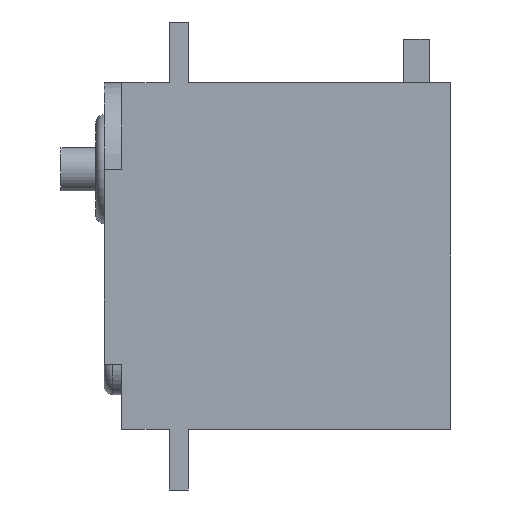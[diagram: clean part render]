
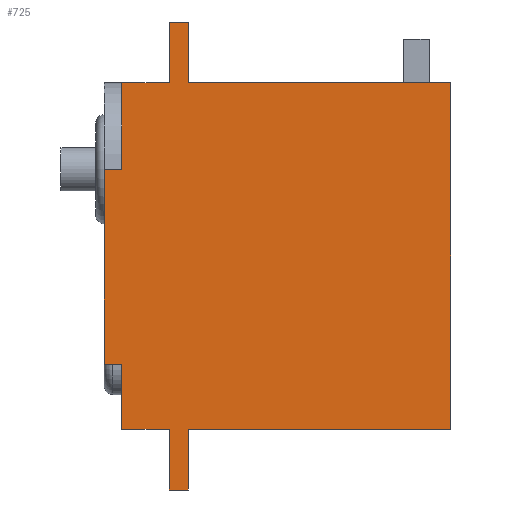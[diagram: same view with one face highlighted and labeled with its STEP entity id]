
A CAD part, left-side view. The second image highlights one B-rep face of the part: STEP entity #725.
In plain terms, the highlighted planar face has unit normal (-1, 0, 0).
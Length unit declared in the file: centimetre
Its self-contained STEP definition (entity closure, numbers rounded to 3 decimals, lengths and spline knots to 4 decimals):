
#42=FACE_OUTER_BOUND('',#84,.T.);
#84=EDGE_LOOP('',(#519,#520,#521,#522,#523,#524,#525,#526,#527,#528,#529,
#530,#531,#532,#533,#534));
#145=LINE('',#1056,#226);
#147=LINE('',#1065,#228);
#165=LINE('',#1105,#246);
#171=LINE('',#1116,#252);
#174=LINE('',#1124,#255);
#180=LINE('',#1136,#261);
#181=LINE('',#1138,#262);
#182=LINE('',#1139,#263);
#183=LINE('',#1141,#264);
#184=LINE('',#1143,#265);
#185=LINE('',#1144,#266);
#186=LINE('',#1146,#267);
#187=LINE('',#1148,#268);
#188=LINE('',#1150,#269);
#189=LINE('',#1152,#270);
#190=LINE('',#1153,#271);
#226=VECTOR('',#842,0.75);
#228=VECTOR('',#850,1.);
#246=VECTOR('',#878,0.55);
#252=VECTOR('',#886,0.55);
#255=VECTOR('',#891,3.03);
#261=VECTOR('',#899,0.7);
#262=VECTOR('',#900,0.22);
#263=VECTOR('',#901,0.7);
#264=VECTOR('',#902,0.2);
#265=VECTOR('',#903,2.25);
#266=VECTOR('',#904,0.2);
#267=VECTOR('',#905,0.7);
#268=VECTOR('',#906,0.22);
#269=VECTOR('',#907,0.7);
#270=VECTOR('',#908,3.03);
#271=VECTOR('',#909,4.);
#307=VERTEX_POINT('',#1053);
#308=VERTEX_POINT('',#1055);
#310=VERTEX_POINT('',#1061);
#312=VERTEX_POINT('',#1064);
#329=VERTEX_POINT('',#1104);
#333=VERTEX_POINT('',#1114);
#336=VERTEX_POINT('',#1121);
#337=VERTEX_POINT('',#1123);
#342=VERTEX_POINT('',#1135);
#343=VERTEX_POINT('',#1137);
#344=VERTEX_POINT('',#1140);
#345=VERTEX_POINT('',#1142);
#346=VERTEX_POINT('',#1145);
#347=VERTEX_POINT('',#1147);
#348=VERTEX_POINT('',#1149);
#349=VERTEX_POINT('',#1151);
#376=EDGE_CURVE('',#307,#308,#145,.T.);
#380=EDGE_CURVE('',#310,#312,#147,.T.);
#398=EDGE_CURVE('',#312,#329,#165,.T.);
#404=EDGE_CURVE('',#307,#333,#171,.T.);
#407=EDGE_CURVE('',#336,#337,#174,.T.);
#413=EDGE_CURVE('',#336,#342,#180,.T.);
#414=EDGE_CURVE('',#343,#342,#181,.T.);
#415=EDGE_CURVE('',#329,#343,#182,.T.);
#416=EDGE_CURVE('',#344,#310,#183,.T.);
#417=EDGE_CURVE('',#345,#344,#184,.T.);
#418=EDGE_CURVE('',#345,#308,#185,.T.);
#419=EDGE_CURVE('',#346,#333,#186,.T.);
#420=EDGE_CURVE('',#346,#347,#187,.T.);
#421=EDGE_CURVE('',#347,#348,#188,.T.);
#422=EDGE_CURVE('',#348,#349,#189,.T.);
#423=EDGE_CURVE('',#349,#337,#190,.T.);
#519=ORIENTED_EDGE('',*,*,#407,.F.);
#520=ORIENTED_EDGE('',*,*,#413,.T.);
#521=ORIENTED_EDGE('',*,*,#414,.F.);
#522=ORIENTED_EDGE('',*,*,#415,.F.);
#523=ORIENTED_EDGE('',*,*,#398,.F.);
#524=ORIENTED_EDGE('',*,*,#380,.F.);
#525=ORIENTED_EDGE('',*,*,#416,.F.);
#526=ORIENTED_EDGE('',*,*,#417,.F.);
#527=ORIENTED_EDGE('',*,*,#418,.T.);
#528=ORIENTED_EDGE('',*,*,#376,.F.);
#529=ORIENTED_EDGE('',*,*,#404,.T.);
#530=ORIENTED_EDGE('',*,*,#419,.F.);
#531=ORIENTED_EDGE('',*,*,#420,.T.);
#532=ORIENTED_EDGE('',*,*,#421,.T.);
#533=ORIENTED_EDGE('',*,*,#422,.T.);
#534=ORIENTED_EDGE('',*,*,#423,.T.);
#694=PLANE('',#782);
#725=ADVANCED_FACE('',(#42),#694,.F.);
#782=AXIS2_PLACEMENT_3D('',#1134,#897,#898);
#842=DIRECTION('',(0.,0.,1.));
#850=DIRECTION('',(0.,0.,1.));
#878=DIRECTION('',(0.,-1.,0.));
#886=DIRECTION('',(0.,-1.,0.));
#891=DIRECTION('',(0.,-1.,0.));
#897=DIRECTION('center_axis',(1.,0.,0.));
#898=DIRECTION('ref_axis',(0.,0.,-1.));
#899=DIRECTION('',(0.,0.,1.));
#900=DIRECTION('',(0.,-1.,0.));
#901=DIRECTION('',(0.,0.,1.));
#902=DIRECTION('',(0.,-1.,0.));
#903=DIRECTION('',(0.,0.,1.));
#904=DIRECTION('',(0.,-1.,0.));
#905=DIRECTION('',(0.,0.,1.));
#906=DIRECTION('',(0.,-1.,0.));
#907=DIRECTION('',(0.,0.,1.));
#908=DIRECTION('',(0.,-1.,0.));
#909=DIRECTION('',(0.,0.,1.));
#1053=CARTESIAN_POINT('',(0.,3.8,-4.));
#1055=CARTESIAN_POINT('',(0.,3.8,-3.25));
#1056=CARTESIAN_POINT('',(0.,3.8,-4.));
#1061=CARTESIAN_POINT('',(0.,3.8,-1.));
#1064=CARTESIAN_POINT('',(0.,3.8,0.));
#1065=CARTESIAN_POINT('',(0.,3.8,-1.));
#1104=CARTESIAN_POINT('',(0.,3.25,0.));
#1105=CARTESIAN_POINT('',(0.,3.8,0.));
#1114=CARTESIAN_POINT('',(0.,3.25,-4.));
#1116=CARTESIAN_POINT('',(0.,3.8,-4.));
#1121=CARTESIAN_POINT('',(0.,3.03,0.));
#1123=CARTESIAN_POINT('',(0.,0.,0.));
#1124=CARTESIAN_POINT('',(0.,3.03,0.));
#1134=CARTESIAN_POINT('Origin',(0.,3.8,0.));
#1135=CARTESIAN_POINT('',(0.,3.03,0.7));
#1136=CARTESIAN_POINT('',(0.,3.03,0.));
#1137=CARTESIAN_POINT('',(0.,3.25,0.7));
#1138=CARTESIAN_POINT('',(0.,3.25,0.7));
#1139=CARTESIAN_POINT('',(0.,3.25,0.));
#1140=CARTESIAN_POINT('',(0.,4.,-1.));
#1141=CARTESIAN_POINT('',(0.,4.,-1.));
#1142=CARTESIAN_POINT('',(0.,4.,-3.25));
#1143=CARTESIAN_POINT('',(0.,4.,-3.25));
#1144=CARTESIAN_POINT('',(0.,4.,-3.25));
#1145=CARTESIAN_POINT('',(0.,3.25,-4.7));
#1146=CARTESIAN_POINT('',(0.,3.25,-4.7));
#1147=CARTESIAN_POINT('',(0.,3.03,-4.7));
#1148=CARTESIAN_POINT('',(0.,3.25,-4.7));
#1149=CARTESIAN_POINT('',(0.,3.03,-4.));
#1150=CARTESIAN_POINT('',(0.,3.03,-4.7));
#1151=CARTESIAN_POINT('',(0.,0.,-4.));
#1152=CARTESIAN_POINT('',(0.,3.03,-4.));
#1153=CARTESIAN_POINT('',(0.,0.,-4.));
